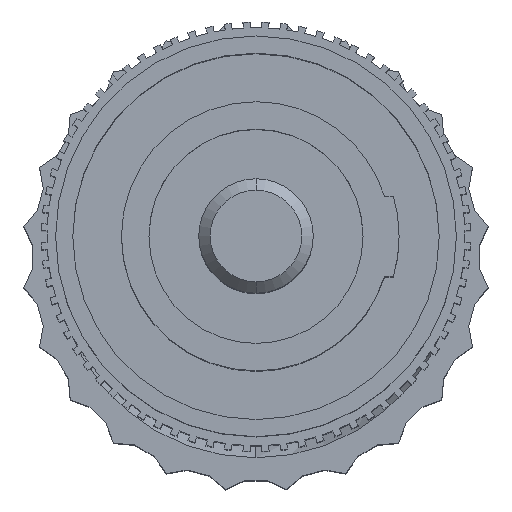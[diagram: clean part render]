
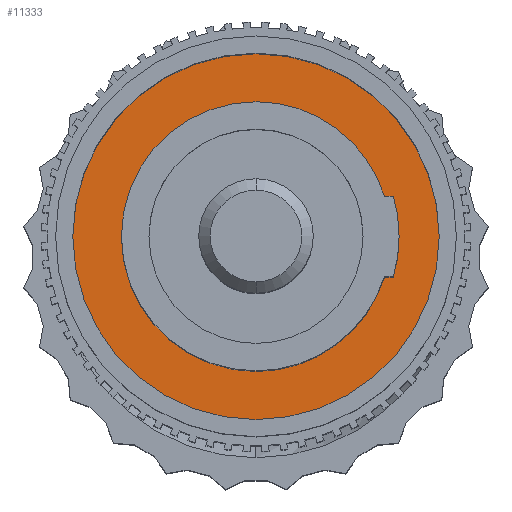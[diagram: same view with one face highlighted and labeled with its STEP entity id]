
A CAD part, top view. The second image highlights one B-rep face of the part: STEP entity #11333.
In plain terms, the highlighted face is planar.
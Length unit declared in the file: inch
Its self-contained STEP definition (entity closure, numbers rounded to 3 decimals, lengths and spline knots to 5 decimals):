
#105 = AXIS2_PLACEMENT_3D ( 'NONE', #10334, #965, #4187 ) ;
#147 = VERTEX_POINT ( 'NONE', #8806 ) ;
#238 = CARTESIAN_POINT ( 'NONE',  ( 0., 0.185, 0. ) ) ;
#270 = EDGE_LOOP ( 'NONE', ( #5078, #4410, #17681, #3141, #4075, #16478 ) ) ;
#429 = AXIS2_PLACEMENT_3D ( 'NONE', #238, #14422, #1389 ) ;
#654 = DIRECTION ( 'NONE',  ( 0., 1., 0. ) ) ;
#675 = DIRECTION ( 'NONE',  ( 0., 0., 1. ) ) ;
#965 = DIRECTION ( 'NONE',  ( 0., 1., 0. ) ) ;
#971 = CARTESIAN_POINT ( 'NONE',  ( -0.12, 0.185, -0.035 ) ) ;
#1191 = DIRECTION ( 'NONE',  ( 0., 1., 0. ) ) ;
#1340 = DIRECTION ( 'NONE',  ( 0., 0., 1. ) ) ;
#1389 = DIRECTION ( 'NONE',  ( 0., 0., 1. ) ) ;
#1827 = CARTESIAN_POINT ( 'NONE',  ( 0., 0.185, 0. ) ) ;
#2947 = CIRCLE ( 'NONE', #16307, 0.1175 ) ;
#2978 = AXIS2_PLACEMENT_3D ( 'NONE', #10423, #5738, #18480 ) ;
#3141 = ORIENTED_EDGE ( 'NONE', *, *, #5507, .F. ) ;
#3192 = VERTEX_POINT ( 'NONE', #6331 ) ;
#3205 = CARTESIAN_POINT ( 'NONE',  ( 0., 0.185, 0.16 ) ) ;
#4075 = ORIENTED_EDGE ( 'NONE', *, *, #9678, .F. ) ;
#4166 = AXIS2_PLACEMENT_3D ( 'NONE', #17507, #4877, #1340 ) ;
#4187 = DIRECTION ( 'NONE',  ( 0., 0., 1. ) ) ;
#4316 = CARTESIAN_POINT ( 'NONE',  ( 0., 0.185, 0. ) ) ;
#4410 = ORIENTED_EDGE ( 'NONE', *, *, #19378, .F. ) ;
#4877 = DIRECTION ( 'NONE',  ( 0., 1., 0. ) ) ;
#4920 = PLANE ( 'NONE',  #429 ) ;
#5078 = ORIENTED_EDGE ( 'NONE', *, *, #6626, .F. ) ;
#5507 = EDGE_CURVE ( 'NONE', #3192, #147, #8593, .T. ) ;
#5689 = CARTESIAN_POINT ( 'NONE',  ( 0., 0.185, -0.1175 ) ) ;
#5711 = EDGE_CURVE ( 'NONE', #147, #7177, #2947, .T. ) ;
#5738 = DIRECTION ( 'NONE',  ( 0., 1., 0. ) ) ;
#5855 = CARTESIAN_POINT ( 'NONE',  ( -0.12, 0.185, 0.035 ) ) ;
#6331 = CARTESIAN_POINT ( 'NONE',  ( -0.11217, 0.185, 0.035 ) ) ;
#6626 = EDGE_CURVE ( 'NONE', #15253, #12897, #16310, .T. ) ;
#6811 = EDGE_CURVE ( 'NONE', #12897, #12873, #6970, .T. ) ;
#6970 = CIRCLE ( 'NONE', #2978, 0.125 ) ;
#7177 = VERTEX_POINT ( 'NONE', #5689 ) ;
#8141 = CIRCLE ( 'NONE', #4166, 0.16 ) ;
#8593 = CIRCLE ( 'NONE', #20253, 0.1175 ) ;
#8806 = CARTESIAN_POINT ( 'NONE',  ( 0., 0.185, 0.1175 ) ) ;
#8889 = ORIENTED_EDGE ( 'NONE', *, *, #12163, .T. ) ;
#8962 = CARTESIAN_POINT ( 'NONE',  ( -0.11217, 0.185, -0.035 ) ) ;
#9053 = CARTESIAN_POINT ( 'NONE',  ( 0., 0.185, 0. ) ) ;
#9512 = FACE_OUTER_BOUND ( 'NONE', #11993, .T. ) ;
#9612 = AXIS2_PLACEMENT_3D ( 'NONE', #1827, #14971, #675 ) ;
#9637 = VECTOR ( 'NONE', #11387, 39.37008 ) ;
#9678 = EDGE_CURVE ( 'NONE', #12873, #3192, #17090, .T. ) ;
#9943 = CIRCLE ( 'NONE', #9612, 0.1175 ) ;
#10023 = VECTOR ( 'NONE', #18660, 39.37008 ) ;
#10334 = CARTESIAN_POINT ( 'NONE',  ( 0., 0.185, 0. ) ) ;
#10423 = CARTESIAN_POINT ( 'NONE',  ( 0., 0.185, 0. ) ) ;
#10670 = DIRECTION ( 'NONE',  ( 0., 0., 1. ) ) ;
#10967 = FACE_BOUND ( 'NONE', #270, .T. ) ;
#11333 = ADVANCED_FACE ( 'NONE', ( #9512, #10967 ), #4920, .T. ) ;
#11387 = DIRECTION ( 'NONE',  ( -1., 0., 0. ) ) ;
#11638 = EDGE_CURVE ( 'NONE', #18757, #20543, #12776, .T. ) ;
#11993 = EDGE_LOOP ( 'NONE', ( #17273, #8889 ) ) ;
#12163 = EDGE_CURVE ( 'NONE', #20543, #18757, #8141, .T. ) ;
#12776 = CIRCLE ( 'NONE', #105, 0.16 ) ;
#12873 = VERTEX_POINT ( 'NONE', #5855 ) ;
#12897 = VERTEX_POINT ( 'NONE', #971 ) ;
#13853 = CARTESIAN_POINT ( 'NONE',  ( -0.11217, 0.185, 0.035 ) ) ;
#14422 = DIRECTION ( 'NONE',  ( 0., 1., 0. ) ) ;
#14735 = CARTESIAN_POINT ( 'NONE',  ( -0.11217, 0.185, -0.035 ) ) ;
#14971 = DIRECTION ( 'NONE',  ( 0., 1., 0. ) ) ;
#15083 = CARTESIAN_POINT ( 'NONE',  ( 0., 0.185, -0.16 ) ) ;
#15253 = VERTEX_POINT ( 'NONE', #8962 ) ;
#16307 = AXIS2_PLACEMENT_3D ( 'NONE', #9053, #654, #18094 ) ;
#16310 = LINE ( 'NONE', #14735, #9637 ) ;
#16478 = ORIENTED_EDGE ( 'NONE', *, *, #6811, .F. ) ;
#17090 = LINE ( 'NONE', #13853, #10023 ) ;
#17273 = ORIENTED_EDGE ( 'NONE', *, *, #11638, .T. ) ;
#17507 = CARTESIAN_POINT ( 'NONE',  ( 0., 0.185, 0. ) ) ;
#17681 = ORIENTED_EDGE ( 'NONE', *, *, #5711, .F. ) ;
#18094 = DIRECTION ( 'NONE',  ( 0., 0., 1. ) ) ;
#18480 = DIRECTION ( 'NONE',  ( 0., 0., 1. ) ) ;
#18660 = DIRECTION ( 'NONE',  ( 1., 0., 0. ) ) ;
#18757 = VERTEX_POINT ( 'NONE', #3205 ) ;
#19378 = EDGE_CURVE ( 'NONE', #7177, #15253, #9943, .T. ) ;
#20253 = AXIS2_PLACEMENT_3D ( 'NONE', #4316, #1191, #10670 ) ;
#20543 = VERTEX_POINT ( 'NONE', #15083 ) ;
